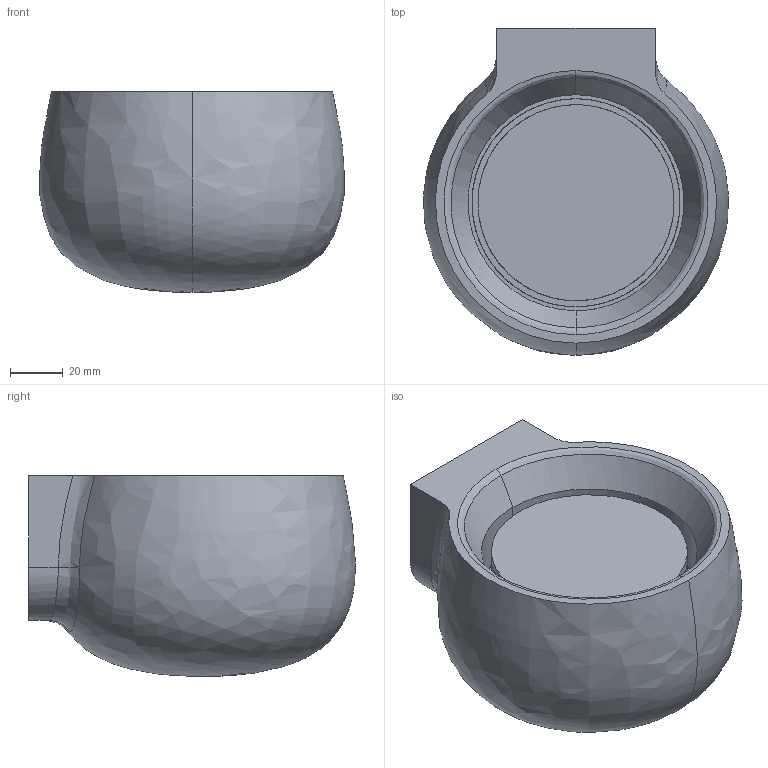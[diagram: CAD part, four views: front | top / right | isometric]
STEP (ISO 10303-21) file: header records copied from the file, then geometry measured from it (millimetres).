
FILE_DESCRIPTION(/* description */ (''),/* implementation_level */ '2;1');
FILE_NAME(/* name */ 'T460-462_Mysia_Parete1Luce',/* time_stamp */ '2023-09-20T10:35:46+02:00',/* author */ (''),/* organization */ (''),/* preprocessor_version */ 'ST-DEVELOPER v16.5',/* originating_system */ 'Rhino 7.20',/* authorisation */ '');
FILE_SCHEMA (('CONFIG_CONTROL_DESIGN'));
Length unit declared in the file: millimetre
Products named in the file (1): Document
Bounding box: 115.14 x 123.35 x 75.82 mm (x, y, z)
Volume: 509551.9 mm3; surface area: 97084.6 mm2
Topology: 3 solids, 96 shells, 136 faces, 556 edges, 526 vertices
Faces by surface type: cylinder 70, plane 55, bspline 11
Entity records: 5910 total; most frequent: CARTESIAN_POINT 2841, ORIENTED_EDGE 646, EDGE_CURVE 545, VERTEX_POINT 509, B_SPLINE_CURVE_WITH_KNOTS 225, EDGE_LOOP 170, ADVANCED_FACE 136, FACE_OUTER_BOUND 136
